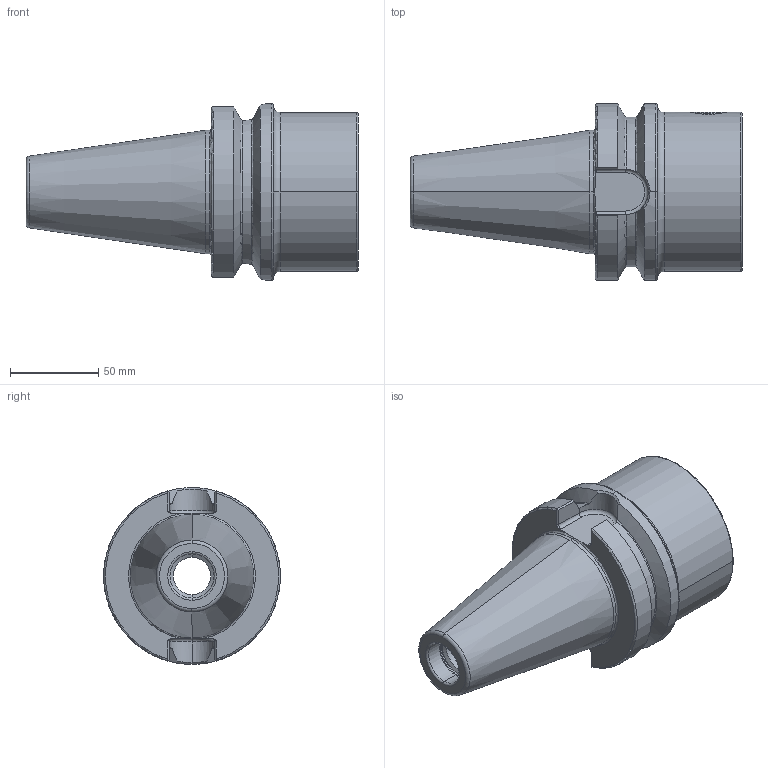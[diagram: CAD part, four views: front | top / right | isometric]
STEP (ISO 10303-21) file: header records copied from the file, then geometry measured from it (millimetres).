
FILE_DESCRIPTION (( 'STEP AP203' ), '1' );
FILE_NAME ('BT5-ST7.K01.086.STEP', '2016-02-12T09:48:00', ( 'SWIAdmin' ), ( 'Hewlett-Packard Company' ), 'SwSTEP 2.0', 'SolidWorks 2015', '' );
FILE_SCHEMA (( 'CONFIG_CONTROL_DESIGN' ));
Length unit declared in the file: millimetre
Products named in the file (3): BT5-ST7.K01.086; BT5-ST7.K01.086_A; ST7-ER1.001.029_A
Assembly tree (2 placements, depth 2):
  BT5-ST7.K01.086
    BT5-ST7.K01.086_A
    ST7-ER1.001.029_A
Bounding box: 187.8 x 100 x 100 mm (x, y, z)
Volume: 628975.3 mm3; surface area: 78735 mm2
Topology: 2 solids, 2 shells, 142 faces, 354 edges, 215 vertices
Faces by surface type: cylinder 42, plane 36, torus 34, cone 24, bspline 6
Entity records: 5544 total; most frequent: CARTESIAN_POINT 1979, ORIENTED_EDGE 704, DIRECTION 676, EDGE_CURVE 352, AXIS2_PLACEMENT_3D 277, VERTEX_POINT 215, EDGE_LOOP 147, FACE_OUTER_BOUND 142
